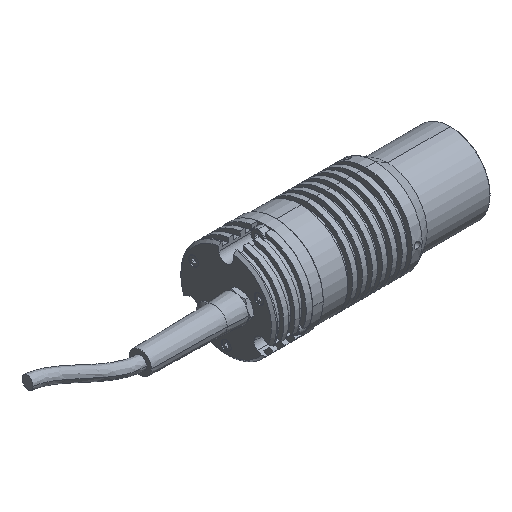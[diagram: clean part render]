
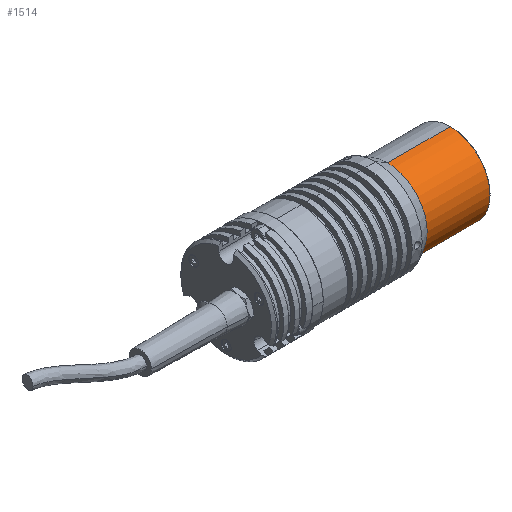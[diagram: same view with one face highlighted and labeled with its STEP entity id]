
A CAD part, isometric view. The second image highlights one B-rep face of the part: STEP entity #1514.
In plain terms, the highlighted cylindrical face has radius 16 mm (diameter 32 mm), a partial arc.
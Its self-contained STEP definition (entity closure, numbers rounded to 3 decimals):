
#148 = ORIENTED_EDGE ( 'NONE', *, *, #1387, .F. ) ;
#150 = DIRECTION ( 'NONE',  ( -1., 0., 0. ) ) ;
#174 = CIRCLE ( 'NONE', #4719, 16. ) ;
#196 = VECTOR ( 'NONE', #7943, 1000. ) ;
#357 = EDGE_CURVE ( 'NONE', #7710, #7639, #5972, .T. ) ;
#360 = DIRECTION ( 'NONE',  ( -1., 0., 0. ) ) ;
#407 = VERTEX_POINT ( 'NONE', #3535 ) ;
#515 = DIRECTION ( 'NONE',  ( -1., 0., 0. ) ) ;
#538 = EDGE_CURVE ( 'NONE', #407, #7710, #1120, .T. ) ;
#594 = CARTESIAN_POINT ( 'NONE',  ( -34.302, 0., 0. ) ) ;
#1120 = CIRCLE ( 'NONE', #7100, 16. ) ;
#1387 = EDGE_CURVE ( 'NONE', #407, #6467, #7765, .T. ) ;
#1514 = ADVANCED_FACE ( 'NONE', ( #7850 ), #2128, .T. ) ;
#2046 = AXIS2_PLACEMENT_3D ( 'NONE', #594, #515, #6131 ) ;
#2128 = CYLINDRICAL_SURFACE ( 'NONE', #2046, 16. ) ;
#2417 = CARTESIAN_POINT ( 'NONE',  ( -8.339, 0., -16. ) ) ;
#2688 = DIRECTION ( 'NONE',  ( 0., 0., -1. ) ) ;
#3535 = CARTESIAN_POINT ( 'NONE',  ( 16.97, 0., -16. ) ) ;
#3866 = ORIENTED_EDGE ( 'NONE', *, *, #5807, .F. ) ;
#4028 = EDGE_LOOP ( 'NONE', ( #4808, #6027, #3866, #148 ) ) ;
#4719 = AXIS2_PLACEMENT_3D ( 'NONE', #7739, #150, #2688 ) ;
#4741 = CARTESIAN_POINT ( 'NONE',  ( -34.302, 0., -16. ) ) ;
#4808 = ORIENTED_EDGE ( 'NONE', *, *, #538, .T. ) ;
#4962 = DIRECTION ( 'NONE',  ( -1., 0., 0. ) ) ;
#5163 = CARTESIAN_POINT ( 'NONE',  ( -8.339, 0., 16. ) ) ;
#5664 = DIRECTION ( 'NONE',  ( 0., 0., 1. ) ) ;
#5807 = EDGE_CURVE ( 'NONE', #6467, #7639, #174, .T. ) ;
#5972 = LINE ( 'NONE', #7956, #8035 ) ;
#6027 = ORIENTED_EDGE ( 'NONE', *, *, #357, .T. ) ;
#6131 = DIRECTION ( 'NONE',  ( 0., 0., -1. ) ) ;
#6467 = VERTEX_POINT ( 'NONE', #2417 ) ;
#6900 = CARTESIAN_POINT ( 'NONE',  ( 16.97, 0., 0. ) ) ;
#7100 = AXIS2_PLACEMENT_3D ( 'NONE', #6900, #4962, #5664 ) ;
#7439 = CARTESIAN_POINT ( 'NONE',  ( 16.97, 0., 16. ) ) ;
#7639 = VERTEX_POINT ( 'NONE', #5163 ) ;
#7710 = VERTEX_POINT ( 'NONE', #7439 ) ;
#7739 = CARTESIAN_POINT ( 'NONE',  ( -8.339, 0., 0. ) ) ;
#7765 = LINE ( 'NONE', #4741, #196 ) ;
#7850 = FACE_OUTER_BOUND ( 'NONE', #4028, .T. ) ;
#7943 = DIRECTION ( 'NONE',  ( -1., 0., 0. ) ) ;
#7956 = CARTESIAN_POINT ( 'NONE',  ( -34.302, 0., 16. ) ) ;
#8035 = VECTOR ( 'NONE', #360, 1000. ) ;
